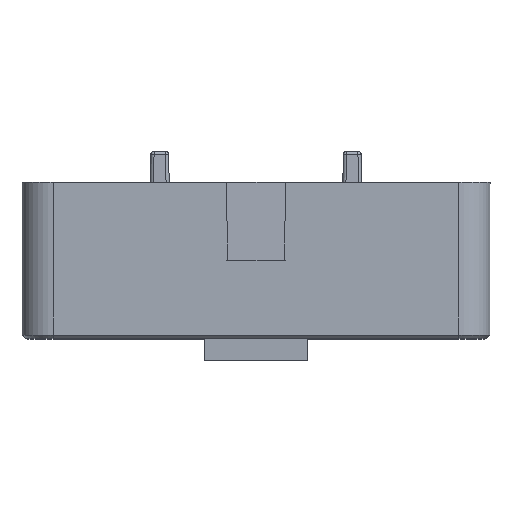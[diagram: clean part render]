
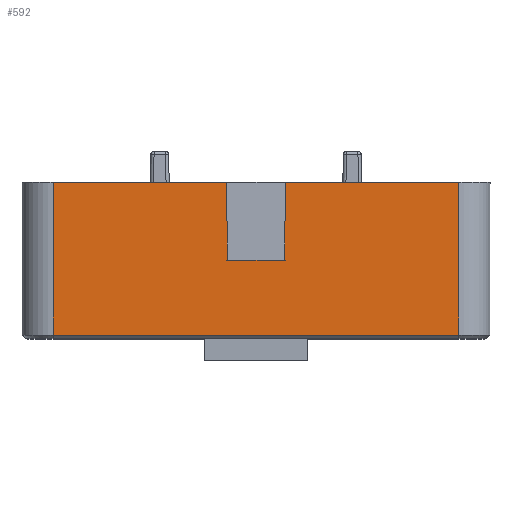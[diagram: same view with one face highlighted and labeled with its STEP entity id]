
A CAD part, top view. The second image highlights one B-rep face of the part: STEP entity #592.
In plain terms, the highlighted planar face has unit normal (0, 0, 1).
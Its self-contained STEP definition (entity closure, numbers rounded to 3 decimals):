
#3 = ORIENTED_EDGE ( 'NONE', *, *, #8484, .T. ) ;
#37 = EDGE_CURVE ( 'NONE', #9049, #13438, #2623, .T. ) ;
#77 = CARTESIAN_POINT ( 'NONE',  ( 19.5, 15., 22.5 ) ) ;
#266 = CARTESIAN_POINT ( 'NONE',  ( -2.714, 7.5, 22.5 ) ) ;
#307 = EDGE_LOOP ( 'NONE', ( #9486, #10691, #9356, #12538, #9666, #5082, #3, #13683 ) ) ;
#479 = VERTEX_POINT ( 'NONE', #3537 ) ;
#592 = ADVANCED_FACE ( 'NONE', ( #8886 ), #5917, .F. ) ;
#762 = AXIS2_PLACEMENT_3D ( 'NONE', #9261, #10388, #3743 ) ;
#958 = DIRECTION ( 'NONE',  ( 1., 0., 0. ) ) ;
#1263 = EDGE_CURVE ( 'NONE', #479, #13325, #1372, .T. ) ;
#1372 = LINE ( 'NONE', #7597, #6992 ) ;
#1517 = CARTESIAN_POINT ( 'NONE',  ( 2.714, 7.5, 22.5 ) ) ;
#1736 = LINE ( 'NONE', #9373, #12898 ) ;
#1753 = CARTESIAN_POINT ( 'NONE',  ( -2.865, 15., 22.5 ) ) ;
#2076 = VERTEX_POINT ( 'NONE', #7009 ) ;
#2152 = DIRECTION ( 'NONE',  ( 1., 0., 0. ) ) ;
#2623 = LINE ( 'NONE', #77, #8201 ) ;
#2701 = LINE ( 'NONE', #11780, #11240 ) ;
#2768 = DIRECTION ( 'NONE',  ( -0.02, -1., 0. ) ) ;
#3537 = CARTESIAN_POINT ( 'NONE',  ( -19.5, 15., 22.5 ) ) ;
#3584 = VECTOR ( 'NONE', #7754, 1000. ) ;
#3743 = DIRECTION ( 'NONE',  ( -1., 0., 0. ) ) ;
#4321 = CARTESIAN_POINT ( 'NONE',  ( 19.5, 15., 22.5 ) ) ;
#4910 = CARTESIAN_POINT ( 'NONE',  ( -2.873, 15.396, 22.5 ) ) ;
#5082 = ORIENTED_EDGE ( 'NONE', *, *, #11967, .T. ) ;
#5194 = EDGE_CURVE ( 'NONE', #2076, #13438, #2701, .T. ) ;
#5409 = EDGE_CURVE ( 'NONE', #10190, #9049, #12578, .T. ) ;
#5688 = VERTEX_POINT ( 'NONE', #266 ) ;
#5917 = PLANE ( 'NONE',  #762 ) ;
#6506 = CARTESIAN_POINT ( 'NONE',  ( 19.5, 0.3, 22.5 ) ) ;
#6520 = EDGE_CURVE ( 'NONE', #2076, #8742, #1736, .T. ) ;
#6535 = LINE ( 'NONE', #9938, #3584 ) ;
#6656 = VECTOR ( 'NONE', #2152, 1000. ) ;
#6909 = DIRECTION ( 'NONE',  ( -1., 0., 0. ) ) ;
#6992 = VECTOR ( 'NONE', #958, 1000. ) ;
#7009 = CARTESIAN_POINT ( 'NONE',  ( 2.865, 15., 22.5 ) ) ;
#7348 = DIRECTION ( 'NONE',  ( 1., 0., 0. ) ) ;
#7597 = CARTESIAN_POINT ( 'NONE',  ( -22.5, 15., 22.5 ) ) ;
#7754 = DIRECTION ( 'NONE',  ( 0., -1., 0. ) ) ;
#8201 = VECTOR ( 'NONE', #13442, 1000. ) ;
#8484 = EDGE_CURVE ( 'NONE', #5688, #13325, #9886, .T. ) ;
#8742 = VERTEX_POINT ( 'NONE', #1517 ) ;
#8886 = FACE_OUTER_BOUND ( 'NONE', #307, .T. ) ;
#9034 = CARTESIAN_POINT ( 'NONE',  ( -19.5, 0.3, 22.5 ) ) ;
#9049 = VERTEX_POINT ( 'NONE', #6506 ) ;
#9261 = CARTESIAN_POINT ( 'NONE',  ( -22.5, 15., 22.5 ) ) ;
#9356 = ORIENTED_EDGE ( 'NONE', *, *, #37, .T. ) ;
#9373 = CARTESIAN_POINT ( 'NONE',  ( 2.854, 14.489, 22.5 ) ) ;
#9486 = ORIENTED_EDGE ( 'NONE', *, *, #14149, .T. ) ;
#9666 = ORIENTED_EDGE ( 'NONE', *, *, #6520, .T. ) ;
#9708 = VECTOR ( 'NONE', #6909, 1000. ) ;
#9886 = LINE ( 'NONE', #4910, #12162 ) ;
#9938 = CARTESIAN_POINT ( 'NONE',  ( -19.5, 15., 22.5 ) ) ;
#10047 = LINE ( 'NONE', #13542, #9708 ) ;
#10190 = VERTEX_POINT ( 'NONE', #9034 ) ;
#10388 = DIRECTION ( 'NONE',  ( 0., 0., -1. ) ) ;
#10691 = ORIENTED_EDGE ( 'NONE', *, *, #5409, .T. ) ;
#11240 = VECTOR ( 'NONE', #7348, 1000. ) ;
#11780 = CARTESIAN_POINT ( 'NONE',  ( -22.5, 15., 22.5 ) ) ;
#11967 = EDGE_CURVE ( 'NONE', #8742, #5688, #10047, .T. ) ;
#12162 = VECTOR ( 'NONE', #13527, 1000. ) ;
#12538 = ORIENTED_EDGE ( 'NONE', *, *, #5194, .F. ) ;
#12578 = LINE ( 'NONE', #13248, #6656 ) ;
#12898 = VECTOR ( 'NONE', #2768, 1000. ) ;
#13248 = CARTESIAN_POINT ( 'NONE',  ( 19.5, 0.3, 22.5 ) ) ;
#13325 = VERTEX_POINT ( 'NONE', #1753 ) ;
#13438 = VERTEX_POINT ( 'NONE', #4321 ) ;
#13442 = DIRECTION ( 'NONE',  ( 0., 1., 0. ) ) ;
#13527 = DIRECTION ( 'NONE',  ( -0.02, 1., 0. ) ) ;
#13542 = CARTESIAN_POINT ( 'NONE',  ( -2.714, 7.5, 22.5 ) ) ;
#13683 = ORIENTED_EDGE ( 'NONE', *, *, #1263, .F. ) ;
#14149 = EDGE_CURVE ( 'NONE', #479, #10190, #6535, .T. ) ;
